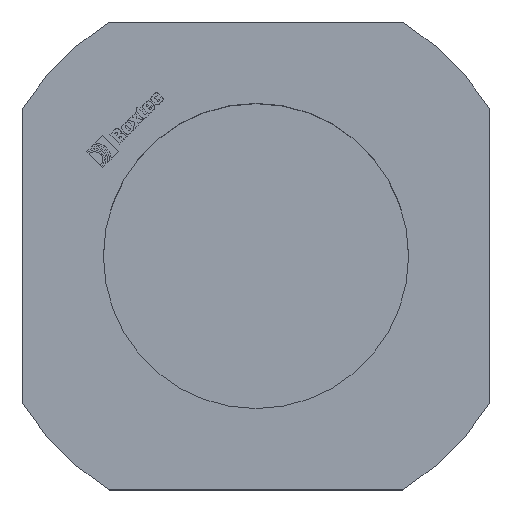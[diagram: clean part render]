
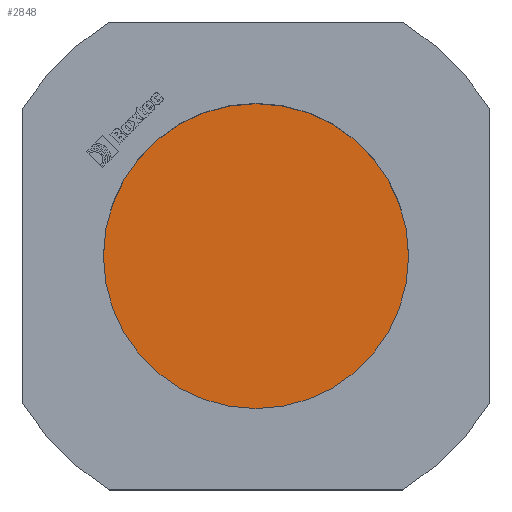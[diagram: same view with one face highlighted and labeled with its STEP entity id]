
A CAD part, top view. The second image highlights one B-rep face of the part: STEP entity #2848.
In plain terms, the highlighted planar face has unit normal (0, 0, 1).
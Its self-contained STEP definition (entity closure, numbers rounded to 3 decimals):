
#856=FACE_OUTER_BOUND('',#1024,.T.);
#1024=EDGE_LOOP('',(#2437));
#1057=CIRCLE('',#3009,75.);
#1311=VERTEX_POINT('',#4937);
#1688=EDGE_CURVE('',#1311,#1311,#1057,.T.);
#2437=ORIENTED_EDGE('',*,*,#1688,.F.);
#2553=PLANE('',#3008);
#2848=ADVANCED_FACE('',(#856),#2553,.T.);
#3008=AXIS2_PLACEMENT_3D('',#4936,#3555,#3556);
#3009=AXIS2_PLACEMENT_3D('',#4938,#3557,#3558);
#3555=DIRECTION('center_axis',(0.,0.,
1.));
#3556=DIRECTION('ref_axis',(-1.,0.,0.));
#3557=DIRECTION('center_axis',(0.,0.,
-1.));
#3558=DIRECTION('ref_axis',(0.,-1.,0.));
#4936=CARTESIAN_POINT('Origin',(0.,37.5,-84.));
#4937=CARTESIAN_POINT('',(0.,75.,-84.));
#4938=CARTESIAN_POINT('Origin',(0.,0.,
-84.));
